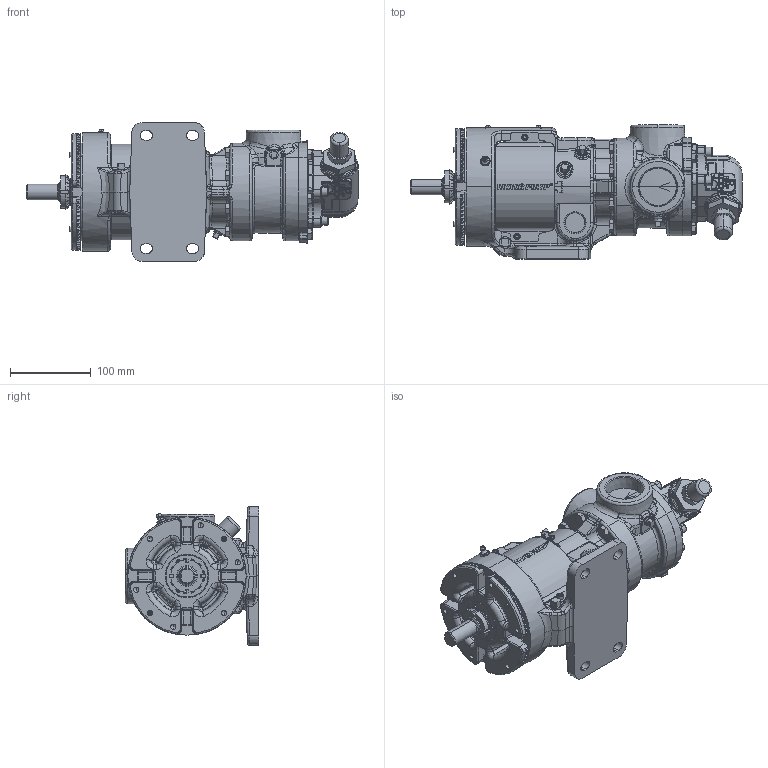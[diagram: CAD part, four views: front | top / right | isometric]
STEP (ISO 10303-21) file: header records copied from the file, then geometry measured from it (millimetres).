
FILE_DESCRIPTION (( 'STEP AP214' ), '1' );
FILE_NAME ('HV-4276.step', '2025-12-05T03:05:38', ( '' ), ( '' ), 'SwSTEP 2.0', 'SolidWorks 2024', '' );
FILE_SCHEMA (( 'AUTOMOTIVE_DESIGN' ));
Length unit declared in the file: inch
Products named in the file (1): HV-4276
Bounding box: 410.08 x 165.44 x 171.45 mm (x, y, z)
Volume: 3265714.3 mm3; surface area: 345505.4 mm2
Topology: 1 solids, 1 shells, 4708 faces, 12022 edges, 7483 vertices
Faces by surface type: plane 1604, bspline 1475, cylinder 908, cone 484, torus 147, sphere 90
Entity records: 199326 total; most frequent: CARTESIAN_POINT 97494, ORIENTED_EDGE 23818, DIRECTION 17226, EDGE_CURVE 11909, VERTEX_POINT 7467, AXIS2_PLACEMENT_3D 6121, EDGE_LOOP 4996, VECTOR 4984
